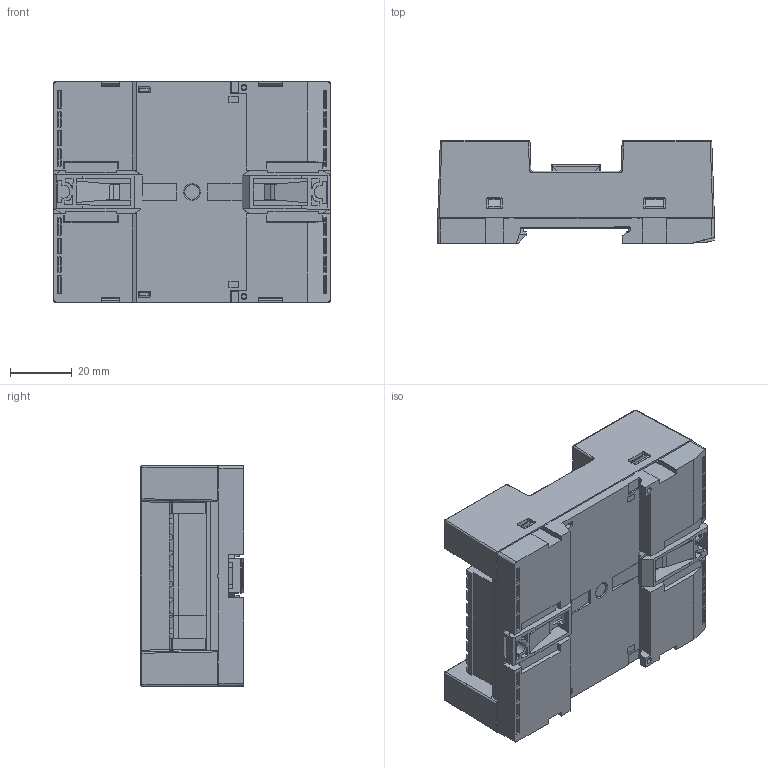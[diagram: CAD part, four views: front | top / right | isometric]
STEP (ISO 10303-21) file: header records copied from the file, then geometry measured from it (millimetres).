
FILE_DESCRIPTION(/* description */ (''),/* implementation_level */ '2;1');
FILE_NAME(/* name */ 'FILE_STP_CAD_DRAWING_3D_EXS4001_prt.stp',/* time_stamp */ '2022-02-03T14:45:08+01:00',/* author */ (''),/* organization */ (''),/* preprocessor_version */ 'ST-DEVELOPER v16.7',/* originating_system */ 'SIEMENS PLM Software NX 12.0',/* authorisation */ '');
FILE_SCHEMA (('AUTOMOTIVE_DESIGN { 1 0 10303 214 3 1 1 1 }'));
Products named in the file (1): 3D_EXS4001
Bounding box: 90.04 x 33.5 x 71.81 mm (x, y, z)
Surface area: 42562 mm2 (no closed solid volume)
Topology: 0 solids, 230 shells, 1451 faces, 5554 edges, 4219 vertices
Faces by surface type: plane 974, cylinder 371, bspline 37, cone 32, sphere 26, torus 11
Full cylindrical faces by diameter (mm): 2 x4
Entity records: 59867 total; most frequent: CARTESIAN_POINT 12129, DIRECTION 9424, ORIENTED_EDGE 8129, EDGE_CURVE 5500, VERTEX_POINT 4215, LINE 4166, VECTOR 4166, AXIS2_PLACEMENT_3D 2629
